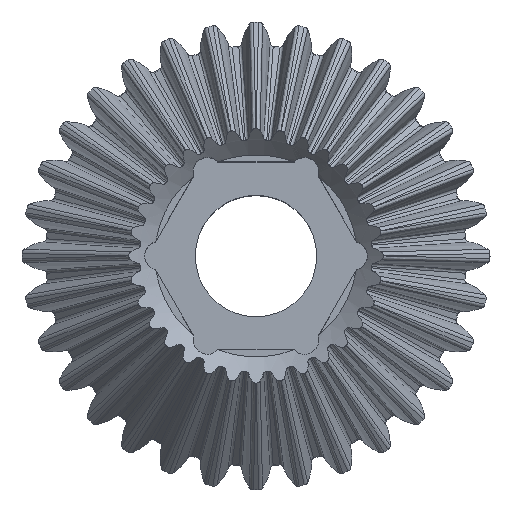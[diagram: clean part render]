
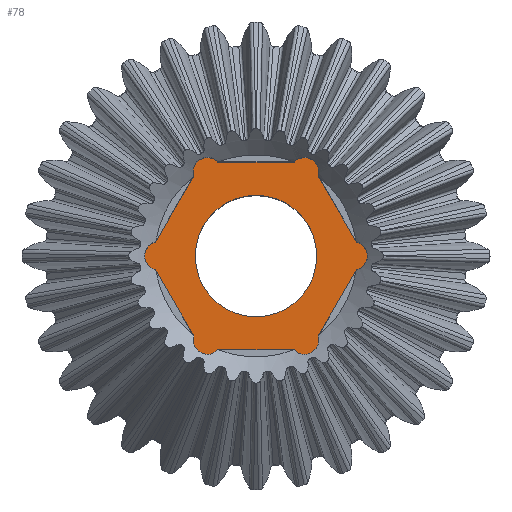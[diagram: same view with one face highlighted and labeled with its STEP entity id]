
A CAD part, top view. The second image highlights one B-rep face of the part: STEP entity #78.
In plain terms, the highlighted planar face has unit normal (0, 0, 1).
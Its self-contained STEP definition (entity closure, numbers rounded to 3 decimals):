
#78 = ADVANCED_FACE( '', ( #399, #400 ), #401, .T. );
#399 = FACE_OUTER_BOUND( '', #1045, .T. );
#400 = FACE_BOUND( '', #1046, .T. );
#401 = PLANE( '', #1047 );
#1045 = EDGE_LOOP( '', ( #6528, #6529, #6530, #6531, #6532, #6533, #6534, #6535, #6536, #6537, #6538, #6539 ) );
#1046 = EDGE_LOOP( '', ( #6540 ) );
#1047 = AXIS2_PLACEMENT_3D( '', #6541, #6542, #6543 );
#6528 = ORIENTED_EDGE( '', *, *, #8753, .T. );
#6529 = ORIENTED_EDGE( '', *, *, #8752, .T. );
#6530 = ORIENTED_EDGE( '', *, *, #8756, .T. );
#6531 = ORIENTED_EDGE( '', *, *, #8757, .T. );
#6532 = ORIENTED_EDGE( '', *, *, #8758, .T. );
#6533 = ORIENTED_EDGE( '', *, *, #8759, .T. );
#6534 = ORIENTED_EDGE( '', *, *, #8760, .T. );
#6535 = ORIENTED_EDGE( '', *, *, #8761, .T. );
#6536 = ORIENTED_EDGE( '', *, *, #8762, .T. );
#6537 = ORIENTED_EDGE( '', *, *, #8763, .T. );
#6538 = ORIENTED_EDGE( '', *, *, #8764, .T. );
#6539 = ORIENTED_EDGE( '', *, *, #8765, .T. );
#6540 = ORIENTED_EDGE( '', *, *, #8766, .T. );
#6541 = CARTESIAN_POINT( '', ( 0., 0., -0.363 ) );
#6542 = DIRECTION( '', ( 0., 0., 1. ) );
#6543 = DIRECTION( '', ( 1., 0., 0. ) );
#8752 = EDGE_CURVE( '', #9959, #9961, #9963, .T. );
#8753 = EDGE_CURVE( '', #9964, #9959, #9965, .T. );
#8756 = EDGE_CURVE( '', #9961, #9968, #9969, .T. );
#8757 = EDGE_CURVE( '', #9968, #9970, #9971, .T. );
#8758 = EDGE_CURVE( '', #9970, #9972, #9973, .T. );
#8759 = EDGE_CURVE( '', #9972, #9974, #9975, .T. );
#8760 = EDGE_CURVE( '', #9974, #9976, #9977, .T. );
#8761 = EDGE_CURVE( '', #9976, #9978, #9979, .T. );
#8762 = EDGE_CURVE( '', #9978, #9980, #9981, .T. );
#8763 = EDGE_CURVE( '', #9980, #9982, #9983, .T. );
#8764 = EDGE_CURVE( '', #9982, #9984, #9985, .T. );
#8765 = EDGE_CURVE( '', #9984, #9964, #9986, .T. );
#8766 = EDGE_CURVE( '', #9987, #9987, #9988, .T. );
#9959 = VERTEX_POINT( '', #15141 );
#9961 = VERTEX_POINT( '', #15144 );
#9963 = CIRCLE( '', #15147, 1. );
#9964 = VERTEX_POINT( '', #15148 );
#9965 = LINE( '', #15149, #15150 );
#9968 = VERTEX_POINT( '', #15155 );
#9969 = LINE( '', #15156, #15157 );
#9970 = VERTEX_POINT( '', #15158 );
#9971 = CIRCLE( '', #15159, 1. );
#9972 = VERTEX_POINT( '', #15160 );
#9973 = LINE( '', #15161, #15162 );
#9974 = VERTEX_POINT( '', #15163 );
#9975 = CIRCLE( '', #15164, 1. );
#9976 = VERTEX_POINT( '', #15165 );
#9977 = LINE( '', #15166, #15167 );
#9978 = VERTEX_POINT( '', #15168 );
#9979 = CIRCLE( '', #15169, 1. );
#9980 = VERTEX_POINT( '', #15170 );
#9981 = LINE( '', #15171, #15172 );
#9982 = VERTEX_POINT( '', #15173 );
#9983 = CIRCLE( '', #15174, 1. );
#9984 = VERTEX_POINT( '', #15175 );
#9985 = LINE( '', #15176, #15177 );
#9986 = CIRCLE( '', #15178, 1. );
#9987 = VERTEX_POINT( '', #15179 );
#9988 = CIRCLE( '', #15180, 4.2 );
#15141 = CARTESIAN_POINT( '', ( 4.313, 5.529, -0.363 ) );
#15144 = CARTESIAN_POINT( '', ( 2.632, 6.5, -0.363 ) );
#15147 = AXIS2_PLACEMENT_3D( '', #21810, #21811, #21812 );
#15148 = CARTESIAN_POINT( '', ( 6.945, 0.971, -0.363 ) );
#15149 = CARTESIAN_POINT( '', ( 7.506, 0., -0.363 ) );
#15150 = VECTOR( '', #21813, 1000. );
#15155 = CARTESIAN_POINT( '', ( -2.632, 6.5, -0.363 ) );
#15156 = CARTESIAN_POINT( '', ( 3.753, 6.5, -0.363 ) );
#15157 = VECTOR( '', #21816, 1000. );
#15158 = CARTESIAN_POINT( '', ( -4.313, 5.529, -0.363 ) );
#15159 = AXIS2_PLACEMENT_3D( '', #21817, #21818, #21819 );
#15160 = CARTESIAN_POINT( '', ( -6.945, 0.971, -0.363 ) );
#15161 = CARTESIAN_POINT( '', ( -3.753, 6.5, -0.363 ) );
#15162 = VECTOR( '', #21820, 1000. );
#15163 = CARTESIAN_POINT( '', ( -6.945, -0.971, -0.363 ) );
#15164 = AXIS2_PLACEMENT_3D( '', #21821, #21822, #21823 );
#15165 = CARTESIAN_POINT( '', ( -4.313, -5.529, -0.363 ) );
#15166 = CARTESIAN_POINT( '', ( -7.506, 0., -0.363 ) );
#15167 = VECTOR( '', #21824, 1000. );
#15168 = CARTESIAN_POINT( '', ( -2.632, -6.5, -0.363 ) );
#15169 = AXIS2_PLACEMENT_3D( '', #21825, #21826, #21827 );
#15170 = CARTESIAN_POINT( '', ( 2.632, -6.5, -0.363 ) );
#15171 = CARTESIAN_POINT( '', ( -3.753, -6.5, -0.363 ) );
#15172 = VECTOR( '', #21828, 1000. );
#15173 = CARTESIAN_POINT( '', ( 4.313, -5.529, -0.363 ) );
#15174 = AXIS2_PLACEMENT_3D( '', #21829, #21830, #21831 );
#15175 = CARTESIAN_POINT( '', ( 6.945, -0.971, -0.363 ) );
#15176 = CARTESIAN_POINT( '', ( 3.753, -6.5, -0.363 ) );
#15177 = VECTOR( '', #21832, 1000. );
#15178 = AXIS2_PLACEMENT_3D( '', #21833, #21834, #21835 );
#15179 = CARTESIAN_POINT( '', ( 4.2, 0., -0.363 ) );
#15180 = AXIS2_PLACEMENT_3D( '', #21836, #21837, #21838 );
#21810 = CARTESIAN_POINT( '', ( 3.353, 5.807, -0.363 ) );
#21811 = DIRECTION( '', ( 0., 0., 1. ) );
#21812 = DIRECTION( '', ( 0.5, -0.866, 0. ) );
#21813 = DIRECTION( '', ( -0.5, 0.866, 0. ) );
#21816 = DIRECTION( '', ( -1., 0., 0. ) );
#21817 = CARTESIAN_POINT( '', ( -3.353, 5.807, -0.363 ) );
#21818 = DIRECTION( '', ( 0., 0., 1. ) );
#21819 = DIRECTION( '', ( 1., 0., 0. ) );
#21820 = DIRECTION( '', ( -0.5, -0.866, 0. ) );
#21821 = CARTESIAN_POINT( '', ( -6.706, 0., -0.363 ) );
#21822 = DIRECTION( '', ( 0., 0., 1. ) );
#21823 = DIRECTION( '', ( 0.5, 0.866, 0. ) );
#21824 = DIRECTION( '', ( 0.5, -0.866, 0. ) );
#21825 = CARTESIAN_POINT( '', ( -3.353, -5.807, -0.363 ) );
#21826 = DIRECTION( '', ( 0., 0., 1. ) );
#21827 = DIRECTION( '', ( -0.5, 0.866, 0. ) );
#21828 = DIRECTION( '', ( 1., 0., 0. ) );
#21829 = CARTESIAN_POINT( '', ( 3.353, -5.807, -0.363 ) );
#21830 = DIRECTION( '', ( 0., 0., 1. ) );
#21831 = DIRECTION( '', ( -1., 0., 0. ) );
#21832 = DIRECTION( '', ( 0.5, 0.866, 0. ) );
#21833 = CARTESIAN_POINT( '', ( 6.706, 0., -0.363 ) );
#21834 = DIRECTION( '', ( 0., 0., 1. ) );
#21835 = DIRECTION( '', ( -0.5, -0.866, 0. ) );
#21836 = CARTESIAN_POINT( '', ( 0., 0., -0.363 ) );
#21837 = DIRECTION( '', ( 0., 0., -1. ) );
#21838 = DIRECTION( '', ( 1., 0., 0. ) );
